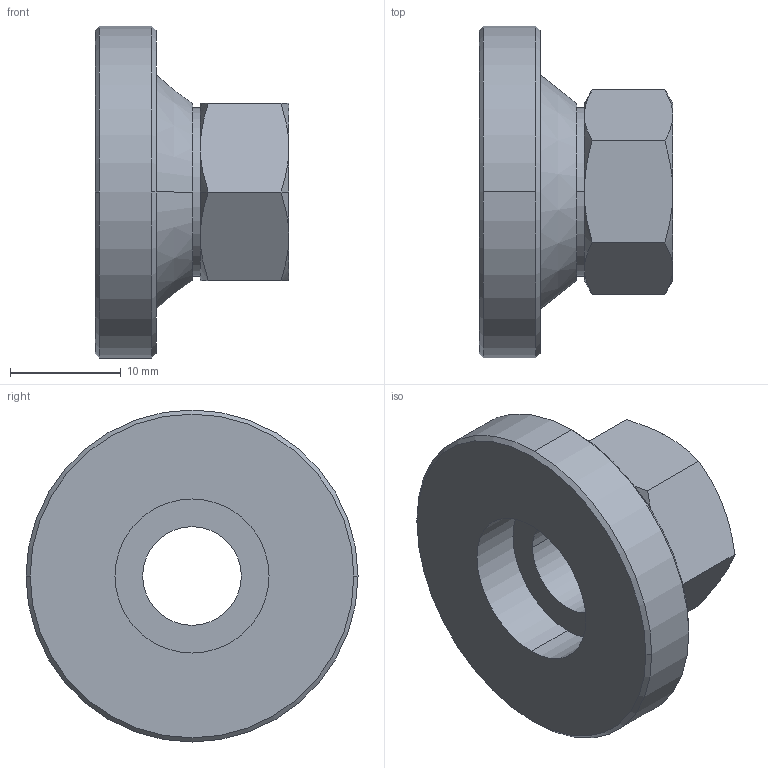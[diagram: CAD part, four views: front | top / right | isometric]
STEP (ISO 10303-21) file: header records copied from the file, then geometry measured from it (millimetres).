
FILE_DESCRIPTION(('STEP AP214'),'1');
FILE_NAME('HALDERN_EH_23080_0610.stp','2017-07-04T09:08:59',('TraceParts'),('TraceParts S.A.'),'Spatial InterOp 3D',' ',' ');
FILE_SCHEMA(('automotive_design'));
Length unit declared in the file: millimetre
Products named in the file (2): HALDERN_EH_23080_0610_1; HALDERN_EH_23080_0610_2
Bounding box: 17.5 x 30 x 30 mm (x, y, z)
Volume: 5158.8 mm3; surface area: 3552.8 mm2
Topology: 2 solids, 2 shells, 55 faces, 118 edges, 70 vertices
Faces by surface type: cone 24, plane 13, cylinder 10, torus 8
Entity records: 1993 total; most frequent: CARTESIAN_POINT 341, DIRECTION 274, ORIENTED_EDGE 236, AXIS2_PLACEMENT_3D 123, EDGE_CURVE 118, VERTEX_POINT 70, CIRCLE 66, EDGE_LOOP 62
